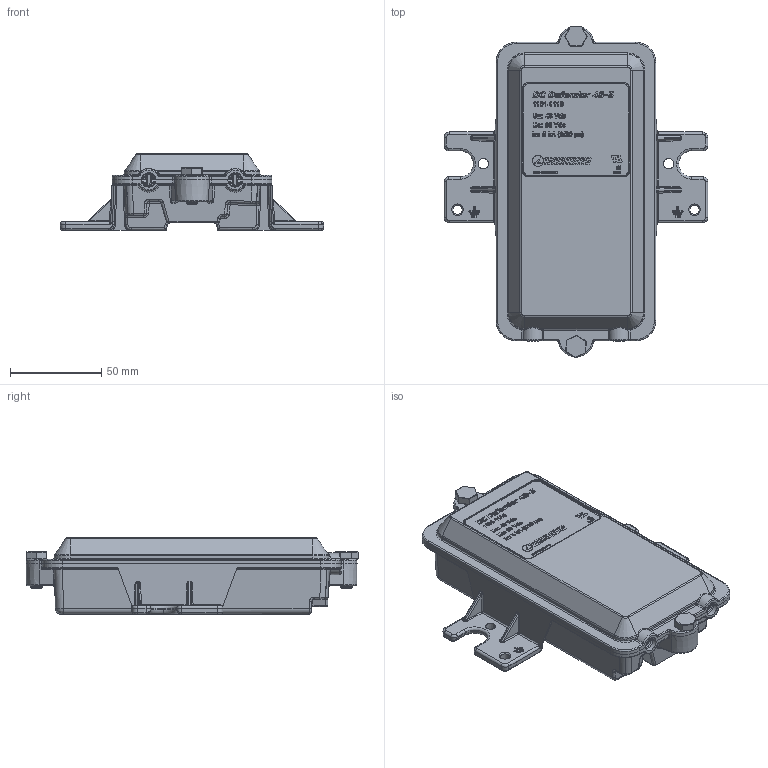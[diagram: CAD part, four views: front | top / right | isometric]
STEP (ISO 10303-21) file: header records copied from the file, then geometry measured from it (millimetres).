
FILE_DESCRIPTION (( 'STEP AP214' ), '1' );
FILE_NAME ('1101-1110-E.STEP', '2019-01-25T19:29:22', ( '' ), ( '' ), 'SwSTEP 2.0', 'SolidWorks 2018', '' );
FILE_SCHEMA (( 'AUTOMOTIVE_DESIGN' ));
Length unit declared in the file: inch
Products named in the file (14): 2004-149-AL; Water Proof Seal^2004-173; 1000-1284; 2004-173; 2003-2912; 2102-478; 1101-1110-E
Assembly tree (8 placements, depth 4):
  2004-149-AL
  2003-2912
  2102-478
  1101-1110-E
    1000-1284
      2004-173
        2004-173
        Water Proof Seal^2004-173
      2004-149-AL
      2102-478  x2
    2003-2912
  2004-173
Bounding box: 144.46 x 182.03 x 41.86 mm (x, y, z)
Volume: 122455.3 mm3; surface area: 115060.1 mm2
Topology: 7 solids, 7 shells, 4017 faces, 10262 edges, 6471 vertices
Faces by surface type: plane 1823, bspline 1194, cylinder 683, torus 143, cone 114, sphere 60
Entity records: 181186 total; most frequent: CARTESIAN_POINT 78655, ORIENTED_EDGE 20070, DIRECTION 14341, EDGE_CURVE 10035, VERTEX_POINT 6383, VECTOR 6117, LINE 6117, EDGE_LOOP 4242
